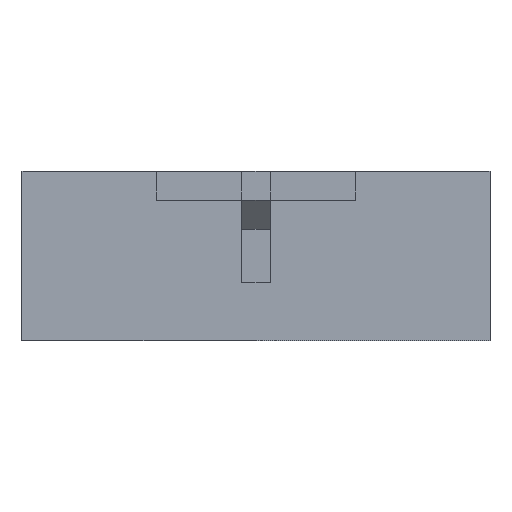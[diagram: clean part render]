
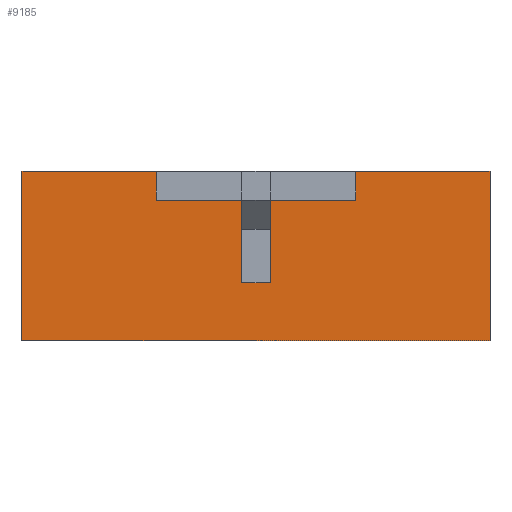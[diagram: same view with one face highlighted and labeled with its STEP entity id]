
A CAD part, left-side view. The second image highlights one B-rep face of the part: STEP entity #9185.
In plain terms, the highlighted planar face has unit normal (-1, 0, 0).
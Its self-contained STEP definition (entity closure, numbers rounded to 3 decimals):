
#2127 = VERTEX_POINT('',#2128);
#2128 = CARTESIAN_POINT('',(-22.34,-10.5,-3.8));
#2134 = EDGE_CURVE('',#2135,#2127,#2137,.T.);
#2135 = VERTEX_POINT('',#2136);
#2136 = CARTESIAN_POINT('',(-22.34,10.5,-3.8));
#2137 = LINE('',#2138,#2139);
#2138 = CARTESIAN_POINT('',(-22.34,10.5,-3.8));
#2139 = VECTOR('',#2140,1.);
#2140 = DIRECTION('',(0.,-1.,0.));
#6316 = VERTEX_POINT('',#6317);
#6317 = CARTESIAN_POINT('',(-22.34,-0.65,
    -1.2));
#6323 = EDGE_CURVE('',#6324,#6316,#6326,.T.);
#6324 = VERTEX_POINT('',#6325);
#6325 = CARTESIAN_POINT('',(-22.34,-0.65,2.5));
#6326 = LINE('',#6327,#6328);
#6327 = CARTESIAN_POINT('',(-22.34,-0.65,2.5));
#6328 = VECTOR('',#6329,1.);
#6329 = DIRECTION('',(0.,0.,-1.));
#6354 = EDGE_CURVE('',#6355,#6324,#6357,.T.);
#6355 = VERTEX_POINT('',#6356);
#6356 = CARTESIAN_POINT('',(-22.34,-4.475,2.5));
#6357 = LINE('',#6358,#6359);
#6358 = CARTESIAN_POINT('',(-22.34,-4.475,2.5));
#6359 = VECTOR('',#6360,1.);
#6360 = DIRECTION('',(0.,1.,0.));
#6433 = VERTEX_POINT('',#6434);
#6434 = CARTESIAN_POINT('',(-22.34,-4.475,
    3.8));
#6440 = EDGE_CURVE('',#6441,#6433,#6443,.T.);
#6441 = VERTEX_POINT('',#6442);
#6442 = CARTESIAN_POINT('',(-22.34,-10.5,3.8));
#6443 = LINE('',#6444,#6445);
#6444 = CARTESIAN_POINT('',(-22.34,-10.5,3.8));
#6445 = VECTOR('',#6446,1.);
#6446 = DIRECTION('',(0.,1.,0.));
#6497 = VERTEX_POINT('',#6498);
#6498 = CARTESIAN_POINT('',(-22.34,10.5,3.8));
#6504 = EDGE_CURVE('',#6505,#6497,#6507,.T.);
#6505 = VERTEX_POINT('',#6506);
#6506 = CARTESIAN_POINT('',(-22.34,4.475,
    3.8));
#6507 = LINE('',#6508,#6509);
#6508 = CARTESIAN_POINT('',(-22.34,4.475,
    3.8));
#6509 = VECTOR('',#6510,1.);
#6510 = DIRECTION('',(0.,1.,0.));
#6842 = VERTEX_POINT('',#6843);
#6843 = CARTESIAN_POINT('',(-22.34,4.475,2.5));
#6849 = EDGE_CURVE('',#6850,#6842,#6852,.T.);
#6850 = VERTEX_POINT('',#6851);
#6851 = CARTESIAN_POINT('',(-22.34,0.65,2.5));
#6852 = LINE('',#6853,#6854);
#6853 = CARTESIAN_POINT('',(-22.34,0.65,2.5));
#6854 = VECTOR('',#6855,1.);
#6855 = DIRECTION('',(0.,1.,0.));
#6872 = EDGE_CURVE('',#6842,#6505,#6873,.T.);
#6873 = LINE('',#6874,#6875);
#6874 = CARTESIAN_POINT('',(-22.34,4.475,2.5));
#6875 = VECTOR('',#6876,1.);
#6876 = DIRECTION('',(0.,0.,1.));
#9185 = ADVANCED_FACE('',(#9186),#9227,.T.);
#9186 = FACE_BOUND('',#9187,.T.);
#9187 = EDGE_LOOP('',(#9188,#9189,#9190,#9198,#9204,#9205,#9206,#9207,
    #9213,#9214,#9220,#9221));
#9188 = ORIENTED_EDGE('',*,*,#6354,.T.);
#9189 = ORIENTED_EDGE('',*,*,#6323,.T.);
#9190 = ORIENTED_EDGE('',*,*,#9191,.T.);
#9191 = EDGE_CURVE('',#6316,#9192,#9194,.T.);
#9192 = VERTEX_POINT('',#9193);
#9193 = CARTESIAN_POINT('',(-22.34,0.65,
    -1.2));
#9194 = LINE('',#9195,#9196);
#9195 = CARTESIAN_POINT('',(-22.34,-0.65,
    -1.2));
#9196 = VECTOR('',#9197,1.);
#9197 = DIRECTION('',(0.,1.,0.));
#9198 = ORIENTED_EDGE('',*,*,#9199,.T.);
#9199 = EDGE_CURVE('',#9192,#6850,#9200,.T.);
#9200 = LINE('',#9201,#9202);
#9201 = CARTESIAN_POINT('',(-22.34,0.65,
    -1.2));
#9202 = VECTOR('',#9203,1.);
#9203 = DIRECTION('',(0.,0.,1.));
#9204 = ORIENTED_EDGE('',*,*,#6849,.T.);
#9205 = ORIENTED_EDGE('',*,*,#6872,.T.);
#9206 = ORIENTED_EDGE('',*,*,#6504,.T.);
#9207 = ORIENTED_EDGE('',*,*,#9208,.T.);
#9208 = EDGE_CURVE('',#6497,#2135,#9209,.T.);
#9209 = LINE('',#9210,#9211);
#9210 = CARTESIAN_POINT('',(-22.34,10.5,3.8));
#9211 = VECTOR('',#9212,1.);
#9212 = DIRECTION('',(0.,0.,-1.));
#9213 = ORIENTED_EDGE('',*,*,#2134,.T.);
#9214 = ORIENTED_EDGE('',*,*,#9215,.T.);
#9215 = EDGE_CURVE('',#2127,#6441,#9216,.T.);
#9216 = LINE('',#9217,#9218);
#9217 = CARTESIAN_POINT('',(-22.34,-10.5,-3.8));
#9218 = VECTOR('',#9219,1.);
#9219 = DIRECTION('',(0.,0.,1.));
#9220 = ORIENTED_EDGE('',*,*,#6440,.T.);
#9221 = ORIENTED_EDGE('',*,*,#9222,.T.);
#9222 = EDGE_CURVE('',#6433,#6355,#9223,.T.);
#9223 = LINE('',#9224,#9225);
#9224 = CARTESIAN_POINT('',(-22.34,-4.475,
    3.8));
#9225 = VECTOR('',#9226,1.);
#9226 = DIRECTION('',(0.,0.,-1.));
#9227 = PLANE('',#9228);
#9228 = AXIS2_PLACEMENT_3D('',#9229,#9230,#9231);
#9229 = CARTESIAN_POINT('',(-22.34,0.,-0.051));
#9230 = DIRECTION('',(-1.,-0.,-0.));
#9231 = DIRECTION('',(0.,0.,-1.));
